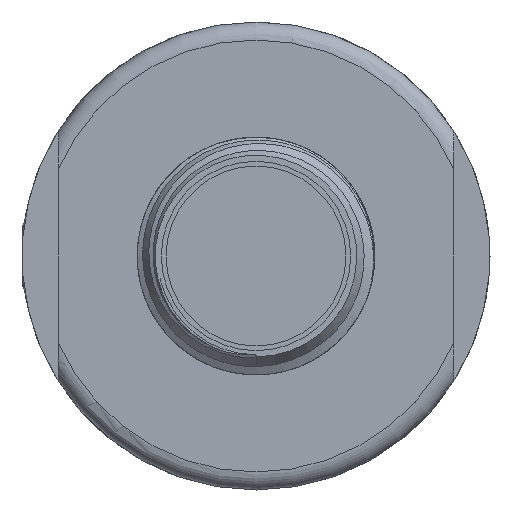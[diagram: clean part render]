
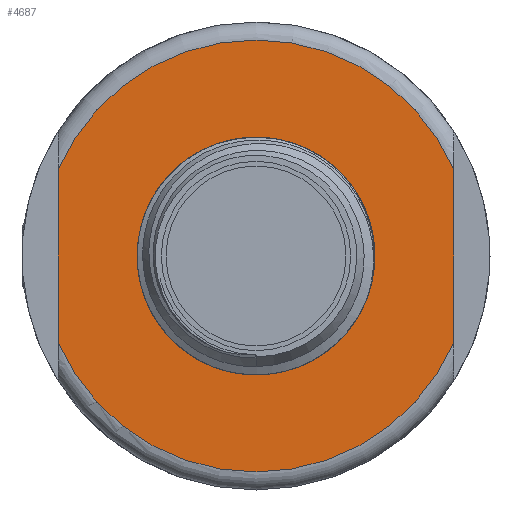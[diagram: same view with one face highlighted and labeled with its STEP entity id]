
A CAD part, left-side view. The second image highlights one B-rep face of the part: STEP entity #4687.
In plain terms, the highlighted planar face has unit normal (-1, 0, 0).
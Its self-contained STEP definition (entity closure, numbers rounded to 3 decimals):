
#160=PLANE('',#5336);
#222=FACE_BOUND('',#1494,.T.);
#605=LINE('',#16528,#798);
#606=LINE('',#16529,#799);
#798=VECTOR('',#6696,1000.);
#799=VECTOR('',#6697,1000.);
#1187=FACE_OUTER_BOUND('',#1493,.T.);
#1493=EDGE_LOOP('',(#4356,#4357,#4358,#4359));
#1494=EDGE_LOOP('',(#4360,#4361));
#1801=CIRCLE('',#5277,5.5);
#1802=CIRCLE('',#5278,5.5);
#1835=CIRCLE('',#5330,12.);
#1836=CIRCLE('',#5333,12.);
#2287=VERTEX_POINT('',#15790);
#2288=VERTEX_POINT('',#15792);
#2339=VERTEX_POINT('',#16399);
#2340=VERTEX_POINT('',#16412);
#2341=VERTEX_POINT('',#16496);
#2342=VERTEX_POINT('',#16509);
#2944=EDGE_CURVE('',#2287,#2288,#1801,.T.);
#2945=EDGE_CURVE('',#2288,#2287,#1802,.T.);
#3017=EDGE_CURVE('',#2340,#2339,#1835,.T.);
#3022=EDGE_CURVE('',#2342,#2341,#1836,.T.);
#3026=EDGE_CURVE('',#2341,#2340,#605,.T.);
#3027=EDGE_CURVE('',#2342,#2339,#606,.T.);
#4356=ORIENTED_EDGE('',*,*,#3022,.T.);
#4357=ORIENTED_EDGE('',*,*,#3026,.T.);
#4358=ORIENTED_EDGE('',*,*,#3017,.T.);
#4359=ORIENTED_EDGE('',*,*,#3027,.F.);
#4360=ORIENTED_EDGE('',*,*,#2945,.F.);
#4361=ORIENTED_EDGE('',*,*,#2944,.F.);
#4687=ADVANCED_FACE('',(#1187,#222),#160,.F.);
#5277=AXIS2_PLACEMENT_3D('',#15793,#6559,#6560);
#5278=AXIS2_PLACEMENT_3D('',#15794,#6561,#6562);
#5330=AXIS2_PLACEMENT_3D('',#16413,#6681,#6682);
#5333=AXIS2_PLACEMENT_3D('',#16510,#6687,#6688);
#5336=AXIS2_PLACEMENT_3D('',#16527,#6694,#6695);
#6559=DIRECTION('center_axis',(-1.,0.,0.));
#6560=DIRECTION('ref_axis',(0.,0.,-1.));
#6561=DIRECTION('center_axis',(-1.,0.,0.));
#6562=DIRECTION('ref_axis',(0.,0.,-1.));
#6681=DIRECTION('center_axis',(-1.,0.,0.));
#6682=DIRECTION('ref_axis',(0.,0.,-1.));
#6687=DIRECTION('center_axis',(-1.,0.,0.));
#6688=DIRECTION('ref_axis',(0.,0.,-1.));
#6694=DIRECTION('center_axis',(1.,0.,0.));
#6695=DIRECTION('ref_axis',(0.,0.,
1.));
#6696=DIRECTION('',(0.,0.,-1.));
#6697=DIRECTION('',(0.,0.,-1.));
#15790=CARTESIAN_POINT('',(-9.802,0.,5.5));
#15792=CARTESIAN_POINT('',(-9.802,0.,-5.5));
#15793=CARTESIAN_POINT('Origin',(-9.802,0.,
0.));
#15794=CARTESIAN_POINT('Origin',(-9.802,0.,
0.));
#16399=CARTESIAN_POINT('',(-9.802,-11.,-4.796));
#16412=CARTESIAN_POINT('',(-9.802,11.,-4.796));
#16413=CARTESIAN_POINT('Origin',(-9.802,0.,
0.));
#16496=CARTESIAN_POINT('',(-9.802,11.,4.796));
#16509=CARTESIAN_POINT('',(-9.802,-11.,4.796));
#16510=CARTESIAN_POINT('Origin',(-9.802,0.,
0.));
#16527=CARTESIAN_POINT('Origin',(-9.802,-5.5,0.));
#16528=CARTESIAN_POINT('',(-9.802,11.,10.));
#16529=CARTESIAN_POINT('',(-9.802,-11.,10.));
